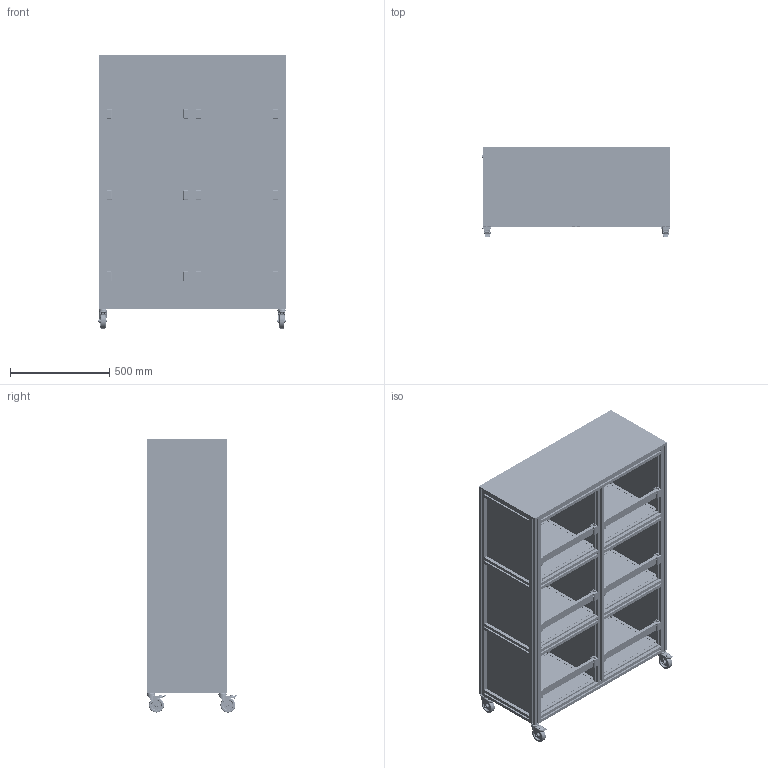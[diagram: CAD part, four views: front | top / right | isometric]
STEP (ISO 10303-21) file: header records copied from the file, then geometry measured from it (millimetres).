
FILE_DESCRIPTION(('STEP AP214'),'1');
FILE_NAME('ERGO08E6499.stp','2025-12-10T10:27:01',(' '),(' '),'Spatial InterOp 3D',' ',' ');
FILE_SCHEMA(('AUTOMOTIVE_DESIGN { 1 0 10303 214 1 1 1 1 }'));
Length unit declared in the file: millimetre
Products named in the file (67): Fixation centrale standard 8 40 bidirectionnelle; Écrou; Languette; Cache; Douille; Vis; Meuble étagère; Fixation universelle 8 40 Zn; Écrou 8 St M8; Vis BHC - M8x30; Noix Universelle 8 D20; PanneauCompletEnRainure; Profil U; Stratifié compact 4mm, blanc; PanneauCompletEnApplique; Stratifié compact 10mm, blanc; Kit de fixation; Vis FHC - M6x20; Écrou 8 St M6; Embout 8 40x16 gris; Profilé 8 40x16; Profilé 8 40x40 léger; Fixation hors standard 8-40; Vis BHC - M8x18; Rondelle M 8; Roulette pivotante D75, à blocage; corps; ecrou; axe; roue pour roulette; Kit roulette pivotante D75 à blocage - vis seule; Vis FHC - M8x25; ERGO08E6499
Assembly tree (197 placements, depth 5):
  (unnamed)
  ERGO08E6499
    Meuble étagère
      Fixation centrale standard 8 40 bidirectionnelle  x8
        Écrou
        Languette
        Cache
        Douille
        Vis
      Fixation universelle 8 40 Zn  x8
        Écrou 8 St M8
        Vis BHC - M8x30
        Noix Universelle 8 D20
      PanneauCompletEnRainure  x6
        Profil U
        Profil U
        Stratifié compact 4mm, blanc
      PanneauCompletEnApplique  x6
        Stratifié compact 10mm, blanc
      Kit de fixation  x12
        Vis FHC - M6x20
        Écrou 8 St M6
      Embout 8 40x16 gris  x12
      Profilé 8 40x16  x6
      Profilé 8 40x40 léger  x4
      Profilé 8 40x40 léger  x4
      Fixation hors standard 8-40  x36
        Vis BHC - M8x18
        Rondelle M 8
      Profilé 8 40x40 léger  x3
      PanneauCompletEnRainure  x3
        Profil U
        Profil U
        Stratifié compact 4mm, blanc
      Profilé 8 40x40 léger  x3
      PanneauCompletEnRainure  x3
        Profil U
        Profil U
        Stratifié compact 4mm, blanc
      Profilé 8 40x40 léger  x3
      PanneauCompletEnRainure  x3
        Profil U
        Profil U
        Stratifié compact 4mm, blanc
      Kit roulette pivotante D75 à blocage - vis seule
        Roulette pivotante D75, à blocage
          corps
          ecrou
          axe
          roue pour roulette
        Vis FHC - M8x25
      Kit roulette pivotante D75 à blocage - vis seule
        Roulette pivotante D75, à blocage
          corps
          ecrou
          axe
          roue pour roulette
        Vis FHC - M8x25
      Kit roulette pivotante D75 à blocage - vis seule
        Roulette pivotante D75, à blocage
Bounding box: 945.62 x 455.19 x 1374.77 mm (x, y, z)
Volume: 43740884 mm3; surface area: 14157676.5 mm2
Topology: 318 solids, 338 shells, 11050 faces, 28900 edges, 18574 vertices
Faces by surface type: plane 6372, cylinder 2530, extrusion 744, cone 532, bspline 308, torus 280, sphere 188, revolution 96
Full cylindrical faces by diameter (mm): 3 x8, 4 x20, 4.98 x12, 5 x24, 5.5 x8, 6 x40, 6.5 x12, 6.7 x8, 6.78 x50, 6.8 x88, 7 x60, 7.9 x8, 8 x112, 8.1 x4, 8.2 x16, 8.4 x36, 8.5 x8, 10 x12, 11 x4, 11.34 x12, 14 x8, 14.2 x8, 14.3 x8, 15.24 x4, 16 x36, 16.1 x8, 17.45 x4, 19.7 x8, 20 x8, 34 x4
Entity records: 107396 total; most frequent: CARTESIAN_POINT 27042, ORIENTED_EDGE 9349, DIRECTION 8670, EDGE_CURVE 4678, VERTEX_POINT 3168, PROPERTY_DEFINITION_REPRESENTATION 3025, GENERAL_PROPERTY_ASSOCIATION 3025, PROPERTY_DEFINITION 3025
